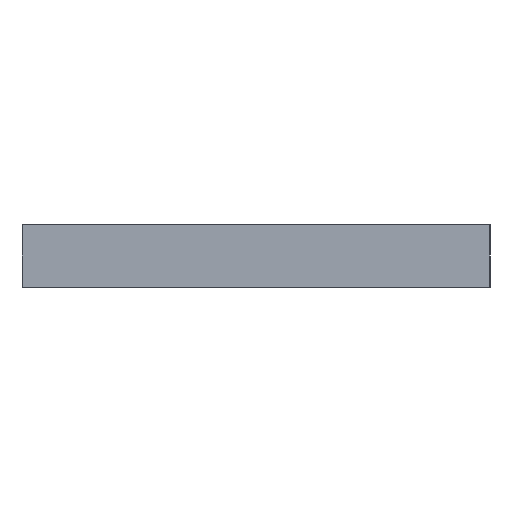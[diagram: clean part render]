
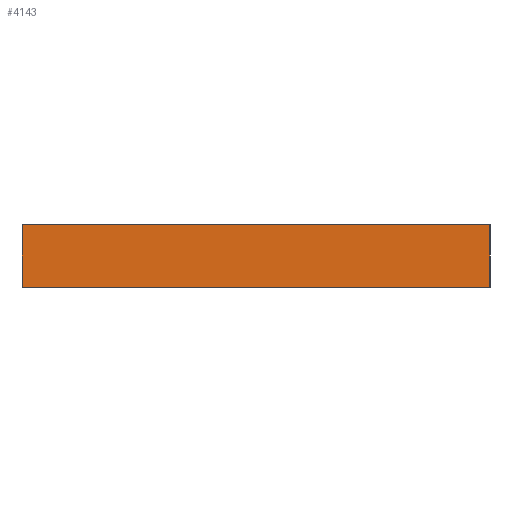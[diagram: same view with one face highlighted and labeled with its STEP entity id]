
A CAD part, left-side view. The second image highlights one B-rep face of the part: STEP entity #4143.
In plain terms, the highlighted planar face has unit normal (-1, 0, 0).
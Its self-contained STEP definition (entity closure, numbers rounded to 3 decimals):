
#1629=VERTEX_POINT('',#4547);
#1953=VERTEX_POINT('',#4955);
#2617=VERTEX_POINT('',#5699);
#3191=EDGE_CURVE('',#2617,#1953,#6406,.T.);
#3623=EDGE_CURVE('',#1629,#1953,#6891,.T.);
#3979=EDGE_CURVE('',#1629,#4321,#7299,.T.);
#4143=ADVANCED_FACE('',(#7483),#7484,.T.);
#4255=EDGE_CURVE('',#4321,#2617,#7598,.T.);
#4321=VERTEX_POINT('',#7675);
#4547=CARTESIAN_POINT('',(-200.0,-150.0,40.0));
#4955=CARTESIAN_POINT('',(-200.0,-150.0,0.0));
#5699=CARTESIAN_POINT('',(-200.0,150.0,0.0));
#6406=LINE('',#10317,#10318);
#6891=LINE('',#10939,#10940);
#7299=LINE('',#11451,#11452);
#7483=FACE_OUTER_BOUND('',#11687,.T.);
#7484=PLANE('',#11688);
#7598=LINE('',#11846,#11847);
#7675=CARTESIAN_POINT('',(-200.0,150.0,40.0));
#10317=CARTESIAN_POINT('',(-200.0,-150.0,0.0));
#10318=VECTOR('',#14542,1.0);
#10939=CARTESIAN_POINT('',(-200.0,-150.0,40.0));
#10940=VECTOR('',#15142,1.0);
#11451=CARTESIAN_POINT('',(-200.0,-150.0,40.0));
#11452=VECTOR('',#15655,1.0);
#11687=EDGE_LOOP('',(#15876,#15877,#15878,#15879));
#11688=AXIS2_PLACEMENT_3D('',#15880,#15881,#15882);
#11846=CARTESIAN_POINT('',(-200.0,150.0,40.0));
#11847=VECTOR('',#15983,1.0);
#14542=DIRECTION('',(0.0,-1.0,0.0));
#15142=DIRECTION('',(0.0,0.0,-1.0));
#15655=DIRECTION('',(0.0,1.0,0.0));
#15876=ORIENTED_EDGE('',*,*,#3191,.T.);
#15877=ORIENTED_EDGE('',*,*,#3623,.F.);
#15878=ORIENTED_EDGE('',*,*,#3979,.T.);
#15879=ORIENTED_EDGE('',*,*,#4255,.T.);
#15880=CARTESIAN_POINT('',(-200.0,150.0,40.0));
#15881=DIRECTION('',(-1.0,0.0,0.0));
#15882=DIRECTION('',(0.0,0.0,-1.0));
#15983=DIRECTION('',(0.0,0.0,-1.0));
